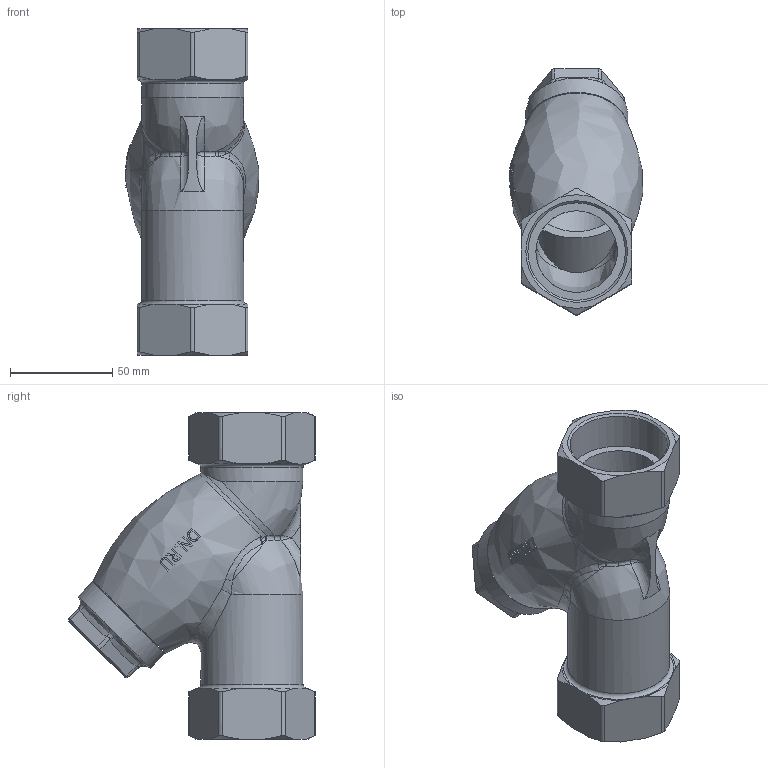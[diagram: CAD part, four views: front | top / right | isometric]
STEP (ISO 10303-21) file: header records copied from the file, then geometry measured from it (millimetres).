
FILE_DESCRIPTION(/* description */ (''),/* implementation_level */ '2;1');
FILE_NAME(/* name */ 'DN40_3D_STEP.stp',/* time_stamp */ '2025-07-28T21:07:38+03:00',/* author */ ('igorr'),/* organization */ (''),/* preprocessor_version */ 'ST-DEVELOPER v20',/* originating_system */ 'Autodesk Inventor 2025',/* authorisation */ '');
FILE_SCHEMA (('AUTOMOTIVE_DESIGN { 1 0 10303 214 3 1 1 }'));
Length unit declared in the file: millimetre
Products named in the file (1): Деталь
Bounding box: 65.4 x 120.8 x 160 mm (x, y, z)
Volume: 268450.1 mm3; surface area: 75529.7 mm2
Topology: 2 solids, 2 shells, 222 faces, 577 edges, 365 vertices
Faces by surface type: plane 77, bspline 66, cylinder 40, cone 32, torus 7
Full cylindrical faces by diameter (mm): 40 x4, 47.803 x2, 50 x3
Entity records: 9169 total; most frequent: CARTESIAN_POINT 4158, ORIENTED_EDGE 1140, DIRECTION 760, EDGE_CURVE 570, VERTEX_POINT 365, AXIS2_PLACEMENT_3D 299, EDGE_LOOP 237, STYLED_ITEM 223
